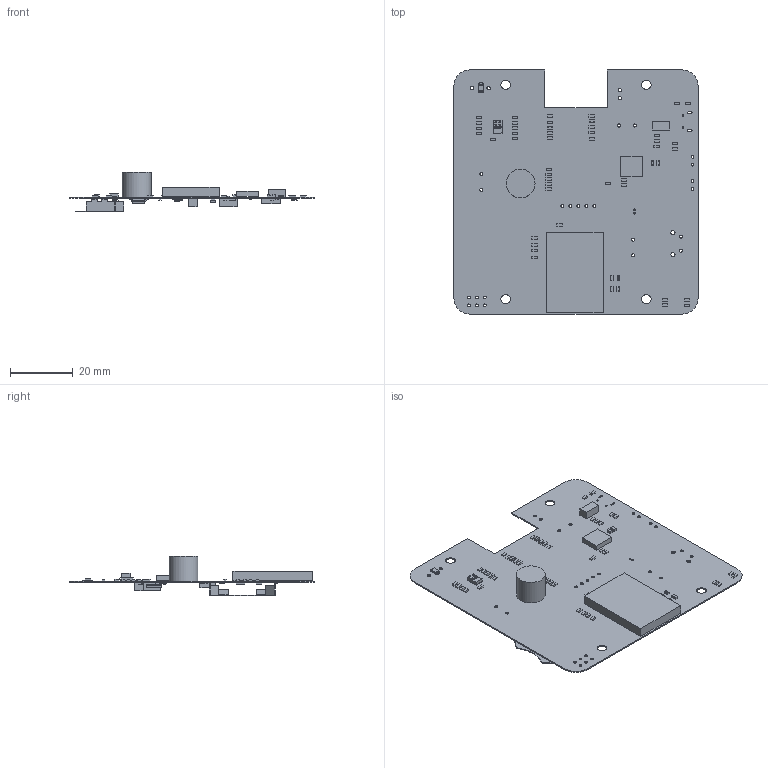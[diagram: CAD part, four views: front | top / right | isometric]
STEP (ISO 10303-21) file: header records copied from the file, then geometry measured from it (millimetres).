
FILE_DESCRIPTION(('Open CASCADE Model'),'2;1');
FILE_NAME('Open CASCADE Shape Model','2021-10-14T10:03:09',('Author'),( 'Open CASCADE'),'Open CASCADE STEP processor 6.8','Open CASCADE 6.8' ,'Unknown');
FILE_SCHEMA(('AUTOMOTIVE_DESIGN { 1 0 10303 214 1 1 1 1 }'));
Length unit declared in the file: millimetre
Products named in the file (154): PCB; Board; Open CASCADE STEP translator 6.8 1.1.1; Open CASCADE STEP translator 6.8 1.1.1.1; U11; 6101167424; Extruded; U10; 6101157984; U9; 150120M173000; Body; Pins; Dome; U8; 6226422304; PinsArrayLR; U7; User_Library-CCS811; Part_4915; Part_4916; Part_4917; Part_4696; Part_5153; Part_5152; Part_5151; Part_5150; Part_5149; Part_5148; Part_5147; Part_5146; Part_5145; Part_5144; Part_5143; Part_5142; 1; 2; 3; 4; 5 ...
Assembly tree (220 placements, depth 4):
  PCB
    Board
      Open CASCADE STEP translator 6.8 1.1.1
        Open CASCADE STEP translator 6.8 1.1.1.1
    U11
      6101167424
        Extruded
    U10
      6101157984
        Extruded
    U9
      150120M173000
        Body
        Pins
        Dome
    U8
      6226422304
        Body
        PinsArrayLR
    U7
      User_Library-CCS811
        Part_4915
        Part_4916
        Part_4917
        Part_4696
        Part_5153
        Part_5152
        Part_5151
        Part_5150
        Part_5149
        Part_5148
        Part_5147
        Part_5146
        Part_5145
        Part_5144
        Part_5143
        Part_5142
        1
        2
        3
        4
        5
        6
        Part_4918
    U6
      6101156624
        Extruded
    U4
      6226423184
        Body
        PinsArrayLR
        ThermalPad
    U3
      6254892016
        Cylinder
    R42
      6101677088
        Extruded
    R41
      6101674928
Bounding box: 78 x 78 x 12.71 mm (x, y, z)
Volume: 4742.7 mm3; surface area: 15120.1 mm2
Topology: 143 solids, 143 shells, 1858 faces, 4355 edges, 2729 vertices
Faces by surface type: plane 1244, cylinder 316, bspline 218, sphere 80
Full cylindrical faces by diameter (mm): 0.2 x1, 0.206 x1, 0.377 x1, 0.487 x1, 0.5 x1, 0.55 x1, 0.6 x2, 0.9 x15, 1 x12, 1.02 x2, 1.1 x2, 1.3 x2, 3 x4, 9.2 x1
Entity records: 46271 total; most frequent: CARTESIAN_POINT 10578, ORIENTED_EDGE 6238, DIRECTION 5609, EDGE_CURVE 3119, LINE 2243, VECTOR 2243, VERTEX_POINT 2033, AXIS2_PLACEMENT_3D 1683
